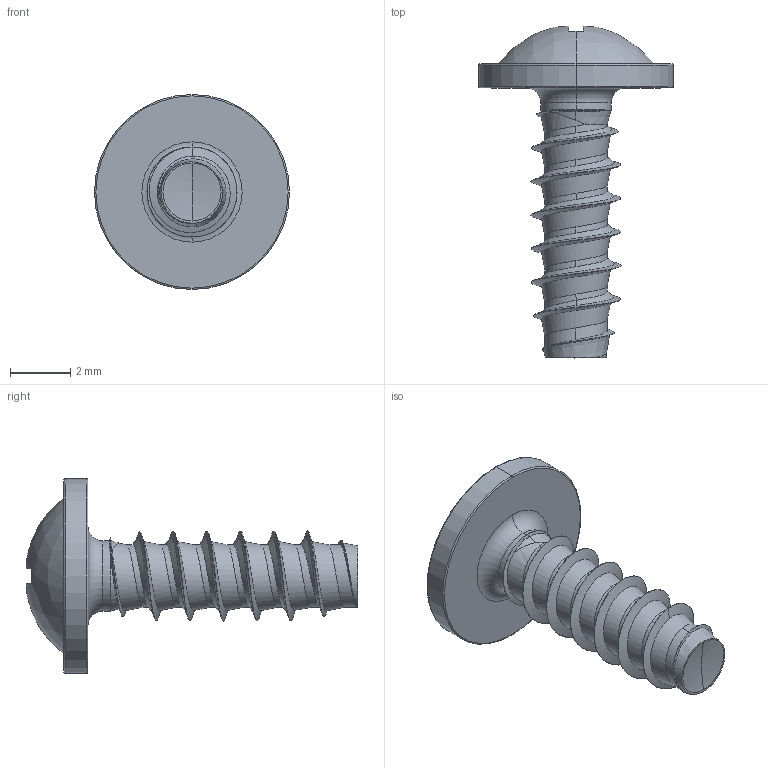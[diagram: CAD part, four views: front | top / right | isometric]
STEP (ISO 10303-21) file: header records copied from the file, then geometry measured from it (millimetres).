
FILE_DESCRIPTION (( 'STEP AP203' ), '1' );
FILE_NAME ('STP210300090.STEP', '2017-08-14T17:11:08', ( '' ), ( '' ), 'SwSTEP 2.0', 'SolidWorks 2015', '' );
FILE_SCHEMA (( 'CONFIG_CONTROL_DESIGN' ));
Length unit declared in the file: millimetre
Products named in the file (1): STP210300090
Bounding box: 6.5 x 11.06 x 6.5 mm (x, y, z)
Volume: 76.1 mm3; surface area: 186 mm2
Topology: 1 solids, 1 shells, 193 faces, 455 edges, 265 vertices
Faces by surface type: bspline 63, cylinder 40, plane 31, torus 30, sphere 20, cone 9
Entity records: 16647 total; most frequent: CARTESIAN_POINT 12674, ORIENTED_EDGE 906, DIRECTION 727, EDGE_CURVE 453, AXIS2_PLACEMENT_3D 325, VERTEX_POINT 265, EDGE_LOOP 196, CIRCLE 194
